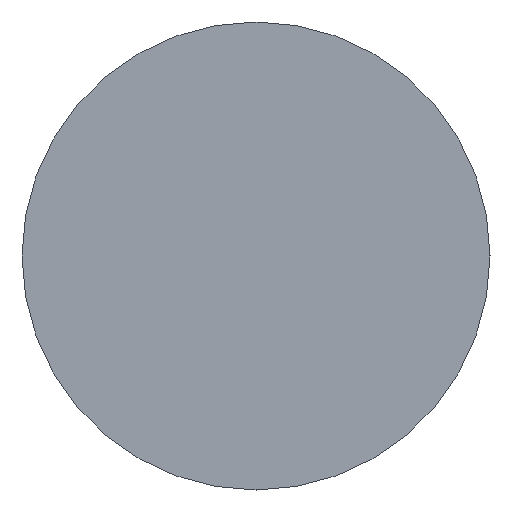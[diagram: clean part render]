
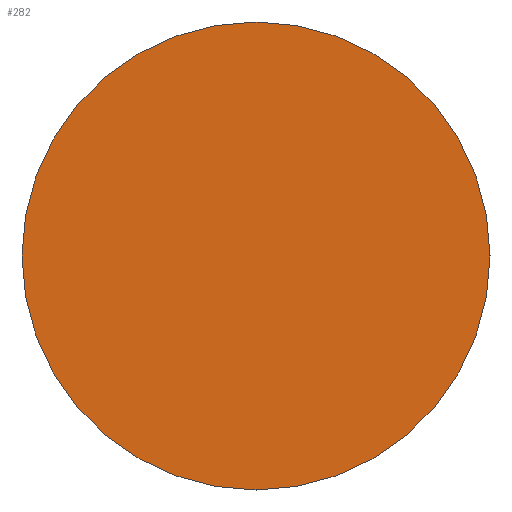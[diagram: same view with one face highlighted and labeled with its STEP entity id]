
A CAD part, left-side view. The second image highlights one B-rep face of the part: STEP entity #282.
In plain terms, the highlighted planar face has unit normal (-1, 0, 0).
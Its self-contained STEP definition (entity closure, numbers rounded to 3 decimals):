
#18 = DIRECTION ( 'NONE',  ( 1., 0., 0. ) ) ;
#63 = CIRCLE ( 'NONE', #67, 1. ) ;
#67 = AXIS2_PLACEMENT_3D ( 'NONE', #273, #369, #249 ) ;
#82 = EDGE_LOOP ( 'NONE', ( #228, #205 ) ) ;
#117 = CIRCLE ( 'NONE', #196, 1. ) ;
#136 = CARTESIAN_POINT ( 'NONE',  ( 0., 0., 0. ) ) ;
#152 = FACE_OUTER_BOUND ( 'NONE', #82, .T. ) ;
#196 = AXIS2_PLACEMENT_3D ( 'NONE', #199, #18, #310 ) ;
#199 = CARTESIAN_POINT ( 'NONE',  ( 0., 0., 0. ) ) ;
#205 = ORIENTED_EDGE ( 'NONE', *, *, #352, .F. ) ;
#217 = VERTEX_POINT ( 'NONE', #318 ) ;
#228 = ORIENTED_EDGE ( 'NONE', *, *, #306, .F. ) ;
#249 = DIRECTION ( 'NONE',  ( 0., 1., 0. ) ) ;
#250 = PLANE ( 'NONE',  #307 ) ;
#251 = VERTEX_POINT ( 'NONE', #312 ) ;
#273 = CARTESIAN_POINT ( 'NONE',  ( 0., 0., 0. ) ) ;
#282 = ADVANCED_FACE ( 'NONE', ( #152 ), #250, .F. ) ;
#306 = EDGE_CURVE ( 'NONE', #217, #251, #117, .T. ) ;
#307 = AXIS2_PLACEMENT_3D ( 'NONE', #136, #338, #308 ) ;
#308 = DIRECTION ( 'NONE',  ( 0., 1., 0. ) ) ;
#310 = DIRECTION ( 'NONE',  ( 0., 1., 0. ) ) ;
#312 = CARTESIAN_POINT ( 'NONE',  ( 0., -1., 0. ) ) ;
#318 = CARTESIAN_POINT ( 'NONE',  ( 0., 1., 0. ) ) ;
#338 = DIRECTION ( 'NONE',  ( 1., 0., 0. ) ) ;
#352 = EDGE_CURVE ( 'NONE', #251, #217, #63, .T. ) ;
#369 = DIRECTION ( 'NONE',  ( 1., 0., 0. ) ) ;
